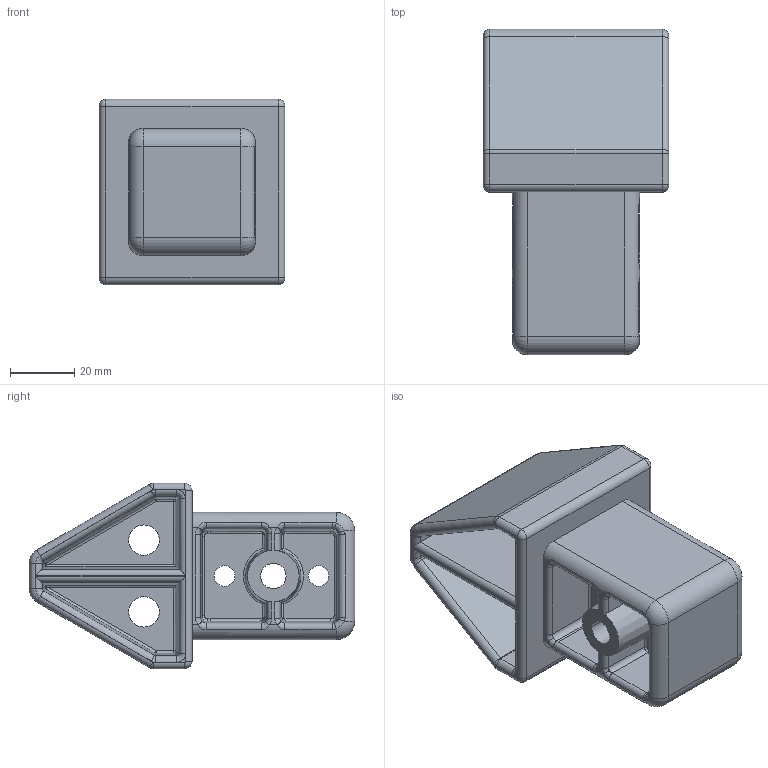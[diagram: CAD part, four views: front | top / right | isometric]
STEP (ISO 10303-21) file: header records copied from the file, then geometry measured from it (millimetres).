
FILE_DESCRIPTION(('CATIA V5 STEP Exchange','CAx-IF Rec.Pracs.--- Model Styling and Organization---1.5--- 2016-08-15','CAx-IF Rec.Pracs.---Supplemental Geometry---1.0---2011-11-01','CAx-IF Rec.Pracs.--- Composite Materials ---1.1---2010-07-15'),'2;1');
FILE_NAME('DE2655 7GA. SQUARE TUBE INSERT.stp','2024-01-05T18:30:23+00:00',('none'),('none'),'CATIA Version 5-6 Release 2022 SP3','CATIA V5 STEP AP214 Edition 3 v2','none');
FILE_SCHEMA(('AUTOMOTIVE_DESIGN { 1 0 10303 214 3 1 1 1 }'));
Length unit declared in the file: inch
Products named in the file (1): DE2655 7GA. SQUARE TUBE INSERT
Bounding box: 57.91 x 101.6 x 57.91 mm (x, y, z)
Volume: 101873.3 mm3; surface area: 40014.9 mm2
Topology: 1 solids, 1 shells, 315 faces, 744 edges, 428 vertices
Faces by surface type: cylinder 148, bspline 92, plane 39, torus 20, sphere 12, cone 4
Entity records: 14894 total; most frequent: CARTESIAN_POINT 8710, ORIENTED_EDGE 1472, DIRECTION 854, EDGE_CURVE 736, VERTEX_POINT 428, AXIS2_PLACEMENT_3D 400, EDGE_LOOP 330, ADVANCED_FACE 315
